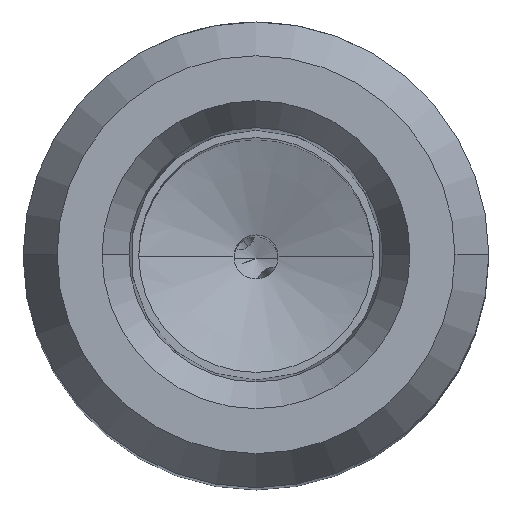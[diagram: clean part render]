
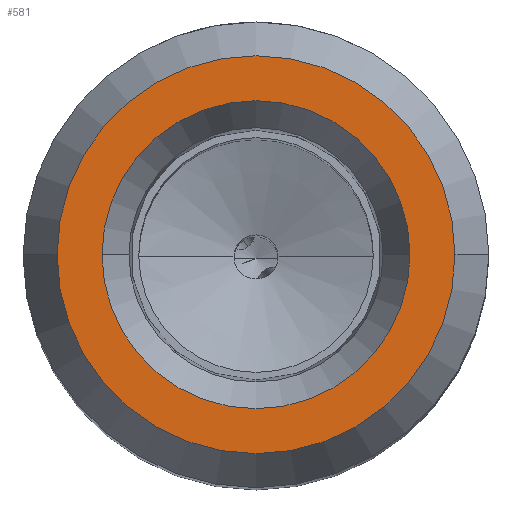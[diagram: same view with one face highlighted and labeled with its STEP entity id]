
A CAD part, top view. The second image highlights one B-rep face of the part: STEP entity #581.
In plain terms, the highlighted planar face has unit normal (0, 0, 1).
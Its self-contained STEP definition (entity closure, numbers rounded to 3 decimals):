
#156=FACE_BOUND('',#1003,.T.);
#157=FACE_BOUND('',#1004,.T.);
#193=PLANE('',#4009);
#581=ADVANCED_FACE('',(#156,#157),#193,.T.);
#1003=EDGE_LOOP('',(#1617,#1618));
#1004=EDGE_LOOP('',(#1619,#1620));
#1186=CIRCLE('',#4003,5.25);
#1187=CIRCLE('',#4005,5.25);
#1188=CIRCLE('',#4007,6.783);
#1189=CIRCLE('',#4008,6.783);
#1617=ORIENTED_EDGE('',*,*,#3104,.T.);
#1618=ORIENTED_EDGE('',*,*,#3105,.T.);
#1619=ORIENTED_EDGE('',*,*,#3106,.T.);
#1620=ORIENTED_EDGE('',*,*,#3107,.T.);
#2637=VERTEX_POINT('',#6593);
#2638=VERTEX_POINT('',#6595);
#2639=VERTEX_POINT('',#6601);
#2640=VERTEX_POINT('',#6602);
#3104=EDGE_CURVE('',#2637,#2638,#1186,.T.);
#3105=EDGE_CURVE('',#2638,#2637,#1187,.T.);
#3106=EDGE_CURVE('',#2639,#2640,#1188,.T.);
#3107=EDGE_CURVE('',#2640,#2639,#1189,.T.);
#4003=AXIS2_PLACEMENT_3D('',#6596,#4520,#4521);
#4005=AXIS2_PLACEMENT_3D('',#6598,#4524,#4525);
#4007=AXIS2_PLACEMENT_3D('',#6600,#4528,#4529);
#4008=AXIS2_PLACEMENT_3D('',#6603,#4530,#4531);
#4009=AXIS2_PLACEMENT_3D('',#6604,#4532,#4533);
#4520=DIRECTION('',(0.,0.,-1.));
#4521=DIRECTION('',(-1.,0.,0.));
#4524=DIRECTION('',(0.,0.,-1.));
#4525=DIRECTION('',(1.,0.,0.));
#4528=DIRECTION('',(0.,0.,1.));
#4529=DIRECTION('',(-1.,0.,0.));
#4530=DIRECTION('',(0.,0.,1.));
#4531=DIRECTION('',(1.,0.,0.));
#4532=DIRECTION('',(0.,0.,1.));
#4533=DIRECTION('',(-1.,0.,0.));
#6593=CARTESIAN_POINT('',(-5.25,0.,24.5));
#6595=CARTESIAN_POINT('',(5.25,0.,24.5));
#6596=CARTESIAN_POINT('',(0.,0.,24.5));
#6598=CARTESIAN_POINT('',(0.,0.,24.5));
#6600=CARTESIAN_POINT('',(0.,0.,24.5));
#6601=CARTESIAN_POINT('',(-6.783,0.,24.5));
#6602=CARTESIAN_POINT('',(6.783,0.,24.5));
#6603=CARTESIAN_POINT('',(0.,0.,24.5));
#6604=CARTESIAN_POINT('',(0.,0.,24.5));
